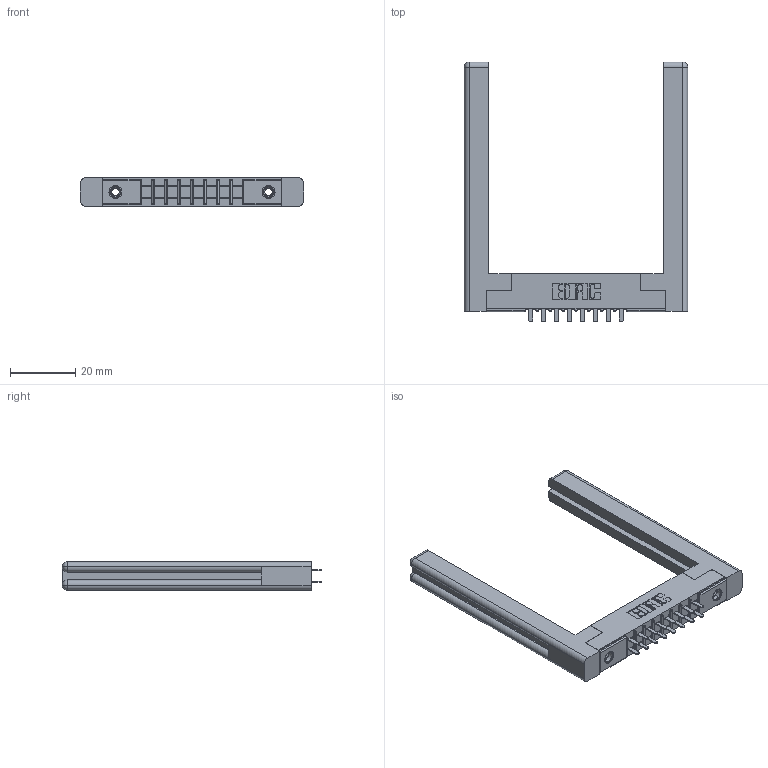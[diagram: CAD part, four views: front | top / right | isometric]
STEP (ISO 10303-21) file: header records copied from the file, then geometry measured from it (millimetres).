
FILE_DESCRIPTION (( 'STEP AP203' ), '1' );
FILE_NAME ('355-016-521-558.STEP', '2019-09-11T02:06:42', ( '' ), ( '' ), 'SwSTEP 2.0', 'SolidWorks 2016', '' );
FILE_SCHEMA (( 'CONFIG_CONTROL_DESIGN' ));
Length unit declared in the file: inch
Products named in the file (5): 355-016-521-558; 305 Part_.156 Dia; 307-220-058; 305-290-001_521; 345-250-001_345-250-001-102
Assembly tree (21 placements, depth 2):
  355-016-521-558
    305 Part_.156 Dia
    305-290-001_521  x16
    345-250-001_345-250-001-102  x2
    307-220-058  x2
Bounding box: 68.33 x 79.5 x 8.71 mm (x, y, z)
Volume: 11896.1 mm3; surface area: 12311 mm2
Topology: 21 solids, 21 shells, 994 faces, 2774 edges, 1792 vertices
Faces by surface type: plane 584, cylinder 354, sphere 32, cone 12, torus 12
Entity records: 15314 total; most frequent: CARTESIAN_POINT 2549, ORIENTED_EDGE 2466, DIRECTION 2455, EDGE_CURVE 1233, LINE 951, VECTOR 951, VERTEX_POINT 792, AXIS2_PLACEMENT_3D 752
